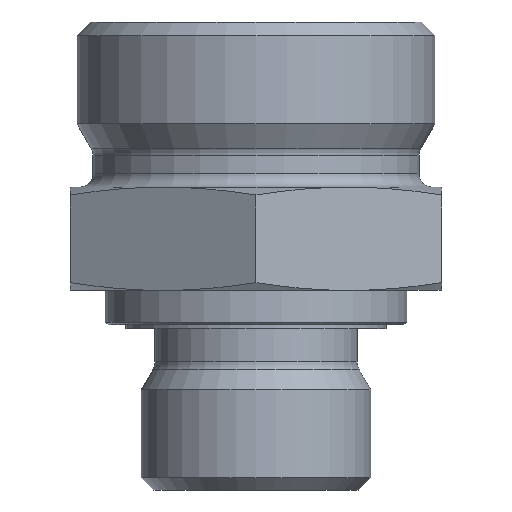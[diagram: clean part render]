
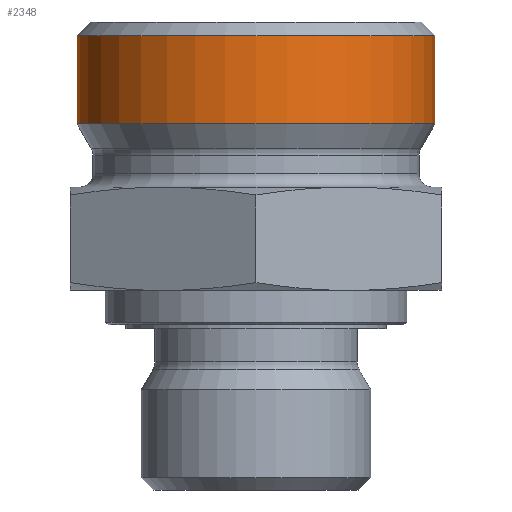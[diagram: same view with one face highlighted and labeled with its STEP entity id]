
A CAD part, front view. The second image highlights one B-rep face of the part: STEP entity #2348.
In plain terms, the highlighted cylindrical face has radius 13 mm (diameter 26 mm), a full revolution.
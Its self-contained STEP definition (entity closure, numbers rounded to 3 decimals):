
#2277=CARTESIAN_POINT('',(13.0,0.,26.592));
#2278=VERTEX_POINT('',#2277);
#2279=CARTESIAN_POINT('',(0.0,0.0,26.592));
#2280=DIRECTION('',(0.0,0.0,-1.0));
#2281=DIRECTION('',(-1.0,0.0,0.0));
#2282=AXIS2_PLACEMENT_3D('',#2279,#2280,#2281);
#2283=CIRCLE('',#2282,13.0);
#2284=EDGE_CURVE('',#2278,#2278,#2283,.T.);
#2329=CARTESIAN_POINT('',(0.0,0.0,34.0));
#2330=DIRECTION('',(0.0,0.0,-1.0));
#2331=DIRECTION('',(-1.0,0.0,0.0));
#2332=AXIS2_PLACEMENT_3D('',#2329,#2330,#2331);
#2333=CYLINDRICAL_SURFACE('',#2332,13.0);
#2334=CARTESIAN_POINT('',(13.0,0.,33.0));
#2335=VERTEX_POINT('',#2334);
#2336=CARTESIAN_POINT('',(0.0,0.0,33.0));
#2337=DIRECTION('',(0.0,0.0,1.0));
#2338=DIRECTION('',(-1.0,0.0,0.0));
#2339=AXIS2_PLACEMENT_3D('',#2336,#2337,#2338);
#2340=CIRCLE('',#2339,13.0);
#2341=EDGE_CURVE('',#2335,#2335,#2340,.T.);
#2342=ORIENTED_EDGE('',*,*,#2341,.F.);
#2343=EDGE_LOOP('',(#2342));
#2344=FACE_OUTER_BOUND('',#2343,.T.);
#2345=ORIENTED_EDGE('',*,*,#2284,.F.);
#2346=EDGE_LOOP('',(#2345));
#2347=FACE_BOUND('',#2346,.T.);
#2348=ADVANCED_FACE('',(#2344,#2347),#2333,.T.);
